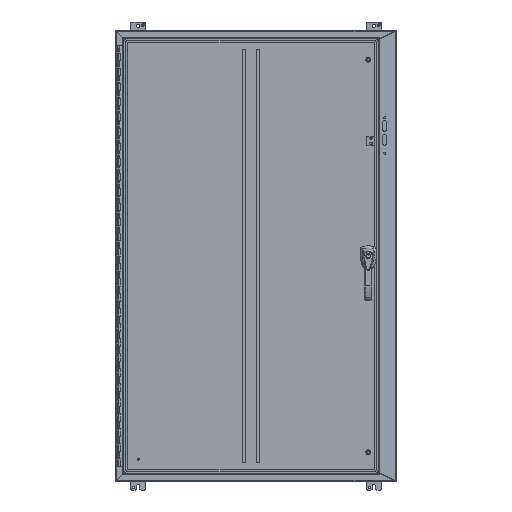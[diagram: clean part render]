
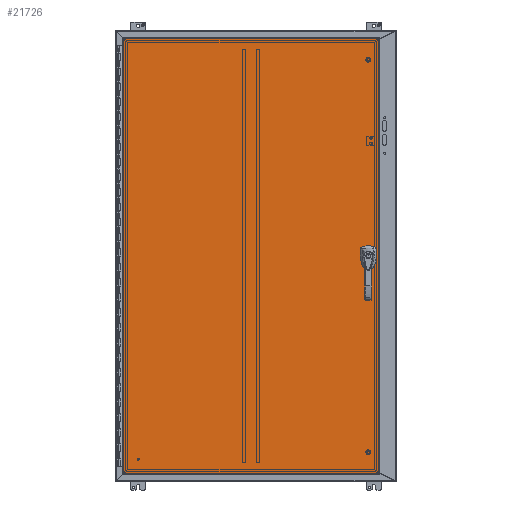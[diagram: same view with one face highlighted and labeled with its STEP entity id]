
A CAD part, front view. The second image highlights one B-rep face of the part: STEP entity #21726.
In plain terms, the highlighted planar face has unit normal (0, -1, 0).
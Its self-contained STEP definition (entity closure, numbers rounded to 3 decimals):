
#3712 = EDGE_CURVE ( 'NONE', #16010, #26540, #103705, .T. ) ;
#4122 = DIRECTION ( 'NONE',  ( 0., 0., -1. ) ) ;
#5433 = ORIENTED_EDGE ( 'NONE', *, *, #61717, .T. ) ;
#6132 = FACE_OUTER_BOUND ( 'NONE', #86977, .T. ) ;
#7300 = EDGE_CURVE ( 'NONE', #8541, #62621, #80071, .T. ) ;
#7452 = AXIS2_PLACEMENT_3D ( 'NONE', #101743, #12309, #76497 ) ;
#8541 = VERTEX_POINT ( 'NONE', #82137 ) ;
#8845 = ORIENTED_EDGE ( 'NONE', *, *, #7300, .T. ) ;
#8854 = VERTEX_POINT ( 'NONE', #86785 ) ;
#9324 = LINE ( 'NONE', #73539, #49336 ) ;
#9592 = AXIS2_PLACEMENT_3D ( 'NONE', #26700, #48819, #58286 ) ;
#10088 = LINE ( 'NONE', #82175, #32932 ) ;
#10887 = EDGE_CURVE ( 'NONE', #8854, #78771, #9324, .T. ) ;
#11480 = ORIENTED_EDGE ( 'NONE', *, *, #27889, .T. ) ;
#11519 = DIRECTION ( 'NONE',  ( -1., 0., 0. ) ) ;
#12309 = DIRECTION ( 'NONE',  ( 0., 1., 0. ) ) ;
#13194 = AXIS2_PLACEMENT_3D ( 'NONE', #27736, #77159, #100332 ) ;
#13418 = CIRCLE ( 'NONE', #13194, 0.167 ) ;
#14833 = CARTESIAN_POINT ( 'NONE',  ( 16.268, -16.875, 28.986 ) ) ;
#15124 = VECTOR ( 'NONE', #67402, 39.37 ) ;
#16010 = VERTEX_POINT ( 'NONE', #61923 ) ;
#16295 = ORIENTED_EDGE ( 'NONE', *, *, #61965, .T. ) ;
#18275 = DIRECTION ( 'NONE',  ( 0., 0., -1. ) ) ;
#18386 = CARTESIAN_POINT ( 'NONE',  ( 15.333, -16.875, -0.198 ) ) ;
#18895 = DIRECTION ( 'NONE',  ( 0., 1., 0. ) ) ;
#19583 = EDGE_CURVE ( 'NONE', #78771, #30156, #51192, .T. ) ;
#20000 = LINE ( 'NONE', #91540, #37697 ) ;
#20461 = CARTESIAN_POINT ( 'NONE',  ( -17.749, -16.875, -0.395 ) ) ;
#20701 = VERTEX_POINT ( 'NONE', #52851 ) ;
#21305 = CARTESIAN_POINT ( 'NONE',  ( -17.641, -16.875, 28.986 ) ) ;
#21726 = ADVANCED_FACE ( 'NONE', ( #22446, #6132, #78727 ), #70322, .T. ) ;
#22333 = LINE ( 'NONE', #30737, #71340 ) ;
#22446 = FACE_BOUND ( 'NONE', #77194, .T. ) ;
#25184 = DIRECTION ( 'NONE',  ( 0., 1., 0. ) ) ;
#25241 = VERTEX_POINT ( 'NONE', #45826 ) ;
#26540 = VERTEX_POINT ( 'NONE', #83797 ) ;
#26700 = CARTESIAN_POINT ( 'NONE',  ( 14.938, -16.875, -1.338 ) ) ;
#26935 = ORIENTED_EDGE ( 'NONE', *, *, #55552, .T. ) ;
#27736 = CARTESIAN_POINT ( 'NONE',  ( 14.938, -16.875, -1.338 ) ) ;
#27889 = EDGE_CURVE ( 'NONE', #30156, #20701, #36746, .T. ) ;
#28969 = LINE ( 'NONE', #83188, #15124 ) ;
#29698 = CARTESIAN_POINT ( 'NONE',  ( 16.268, -16.875, -29.094 ) ) ;
#29830 = CARTESIAN_POINT ( 'NONE',  ( 15.136, -16.875, -0.395 ) ) ;
#30100 = VECTOR ( 'NONE', #79108, 39.37 ) ;
#30156 = VERTEX_POINT ( 'NONE', #29830 ) ;
#30332 = DIRECTION ( 'NONE',  ( 0., 0., -1. ) ) ;
#30737 = CARTESIAN_POINT ( 'NONE',  ( -17.749, -16.875, 0.396 ) ) ;
#31652 = DIRECTION ( 'NONE',  ( 0., 0., 1. ) ) ;
#31771 = DIRECTION ( 'NONE',  ( 1., 0., 0. ) ) ;
#32767 = AXIS2_PLACEMENT_3D ( 'NONE', #90440, #18895, #4122 ) ;
#32932 = VECTOR ( 'NONE', #89540, 39.37 ) ;
#33063 = DIRECTION ( 'NONE',  ( 0., 0., -1. ) ) ;
#34257 = CARTESIAN_POINT ( 'NONE',  ( 15.136, -16.875, 0.396 ) ) ;
#35085 = VERTEX_POINT ( 'NONE', #34257 ) ;
#36665 = CARTESIAN_POINT ( 'NONE',  ( -17.749, -16.875, -29.094 ) ) ;
#36746 = LINE ( 'NONE', #20461, #89401 ) ;
#37697 = VECTOR ( 'NONE', #51584, 39.37 ) ;
#40566 = LINE ( 'NONE', #79005, #55714 ) ;
#42471 = EDGE_CURVE ( 'NONE', #76984, #62714, #28969, .T. ) ;
#45826 = CARTESIAN_POINT ( 'NONE',  ( 16.268, -16.875, -28.986 ) ) ;
#47012 = CARTESIAN_POINT ( 'NONE',  ( 14.542, -16.875, -0.198 ) ) ;
#48819 = DIRECTION ( 'NONE',  ( 0., 1., 0. ) ) ;
#49102 = ORIENTED_EDGE ( 'NONE', *, *, #42471, .T. ) ;
#49336 = VECTOR ( 'NONE', #18275, 39.37 ) ;
#51192 = CIRCLE ( 'NONE', #7452, 0.443 ) ;
#51584 = DIRECTION ( 'NONE',  ( 0., 0., -1. ) ) ;
#52495 = ORIENTED_EDGE ( 'NONE', *, *, #60680, .T. ) ;
#52851 = CARTESIAN_POINT ( 'NONE',  ( 14.739, -16.875, -0.395 ) ) ;
#53424 = ORIENTED_EDGE ( 'NONE', *, *, #10887, .T. ) ;
#54402 = EDGE_CURVE ( 'NONE', #20701, #84467, #69815, .T. ) ;
#55552 = EDGE_CURVE ( 'NONE', #69107, #25241, #10088, .T. ) ;
#55641 = ORIENTED_EDGE ( 'NONE', *, *, #72183, .T. ) ;
#55714 = VECTOR ( 'NONE', #31652, 39.37 ) ;
#58286 = DIRECTION ( 'NONE',  ( 0., 0., -1. ) ) ;
#60680 = EDGE_CURVE ( 'NONE', #25241, #76984, #102288, .T. ) ;
#60955 = ORIENTED_EDGE ( 'NONE', *, *, #54402, .T. ) ;
#61717 = EDGE_CURVE ( 'NONE', #62714, #69107, #20000, .T. ) ;
#61843 = EDGE_CURVE ( 'NONE', #35085, #8854, #81412, .T. ) ;
#61923 = CARTESIAN_POINT ( 'NONE',  ( 14.938, -16.875, -1.171 ) ) ;
#61965 = EDGE_CURVE ( 'NONE', #62621, #35085, #22333, .T. ) ;
#62595 = ORIENTED_EDGE ( 'NONE', *, *, #19583, .T. ) ;
#62621 = VERTEX_POINT ( 'NONE', #91446 ) ;
#62714 = VERTEX_POINT ( 'NONE', #21305 ) ;
#66144 = ORIENTED_EDGE ( 'NONE', *, *, #3712, .T. ) ;
#67402 = DIRECTION ( 'NONE',  ( -1., 0., 0. ) ) ;
#69107 = VERTEX_POINT ( 'NONE', #90329 ) ;
#69815 = CIRCLE ( 'NONE', #32767, 0.443 ) ;
#70322 = PLANE ( 'NONE',  #91723 ) ;
#70869 = CARTESIAN_POINT ( 'NONE',  ( 14.938, -16.875, 0. ) ) ;
#71340 = VECTOR ( 'NONE', #31771, 39.37 ) ;
#72183 = EDGE_CURVE ( 'NONE', #26540, #16010, #13418, .T. ) ;
#72252 = ORIENTED_EDGE ( 'NONE', *, *, #76934, .T. ) ;
#73539 = CARTESIAN_POINT ( 'NONE',  ( 15.333, -16.875, -29.094 ) ) ;
#74729 = AXIS2_PLACEMENT_3D ( 'NONE', #81465, #25184, #33063 ) ;
#76117 = EDGE_LOOP ( 'NONE', ( #55641, #66144 ) ) ;
#76497 = DIRECTION ( 'NONE',  ( 0., 0., -1. ) ) ;
#76934 = EDGE_CURVE ( 'NONE', #84467, #8541, #40566, .T. ) ;
#76984 = VERTEX_POINT ( 'NONE', #14833 ) ;
#77159 = DIRECTION ( 'NONE',  ( 0., 1., 0. ) ) ;
#77194 = EDGE_LOOP ( 'NONE', ( #11480, #60955, #72252, #8845, #16295, #84499, #53424, #62595 ) ) ;
#78727 = FACE_BOUND ( 'NONE', #76117, .T. ) ;
#78771 = VERTEX_POINT ( 'NONE', #18386 ) ;
#79005 = CARTESIAN_POINT ( 'NONE',  ( 14.542, -16.875, -29.094 ) ) ;
#79108 = DIRECTION ( 'NONE',  ( 0., 0., 1. ) ) ;
#80071 = CIRCLE ( 'NONE', #85103, 0.443 ) ;
#80834 = DIRECTION ( 'NONE',  ( 0., 0., -1. ) ) ;
#81412 = CIRCLE ( 'NONE', #74729, 0.443 ) ;
#81465 = CARTESIAN_POINT ( 'NONE',  ( 14.938, -16.875, 0. ) ) ;
#82137 = CARTESIAN_POINT ( 'NONE',  ( 14.542, -16.875, 0.198 ) ) ;
#82175 = CARTESIAN_POINT ( 'NONE',  ( -17.749, -16.875, -28.986 ) ) ;
#83188 = CARTESIAN_POINT ( 'NONE',  ( -17.749, -16.875, 28.986 ) ) ;
#83797 = CARTESIAN_POINT ( 'NONE',  ( 14.938, -16.875, -1.505 ) ) ;
#84467 = VERTEX_POINT ( 'NONE', #47012 ) ;
#84499 = ORIENTED_EDGE ( 'NONE', *, *, #61843, .T. ) ;
#85103 = AXIS2_PLACEMENT_3D ( 'NONE', #70869, #102961, #80834 ) ;
#86785 = CARTESIAN_POINT ( 'NONE',  ( 15.333, -16.875, 0.198 ) ) ;
#86977 = EDGE_LOOP ( 'NONE', ( #52495, #49102, #5433, #26935 ) ) ;
#89401 = VECTOR ( 'NONE', #11519, 39.37 ) ;
#89540 = DIRECTION ( 'NONE',  ( 1., 0., 0. ) ) ;
#90329 = CARTESIAN_POINT ( 'NONE',  ( -17.641, -16.875, -28.986 ) ) ;
#90440 = CARTESIAN_POINT ( 'NONE',  ( 14.938, -16.875, 0. ) ) ;
#91446 = CARTESIAN_POINT ( 'NONE',  ( 14.739, -16.875, 0.395 ) ) ;
#91540 = CARTESIAN_POINT ( 'NONE',  ( -17.641, -16.875, -29.094 ) ) ;
#91723 = AXIS2_PLACEMENT_3D ( 'NONE', #36665, #95025, #30332 ) ;
#95025 = DIRECTION ( 'NONE',  ( 0., -1., 0. ) ) ;
#100332 = DIRECTION ( 'NONE',  ( 0., 0., -1. ) ) ;
#101743 = CARTESIAN_POINT ( 'NONE',  ( 14.938, -16.875, 0. ) ) ;
#102288 = LINE ( 'NONE', #29698, #30100 ) ;
#102961 = DIRECTION ( 'NONE',  ( 0., 1., 0. ) ) ;
#103705 = CIRCLE ( 'NONE', #9592, 0.167 ) ;
